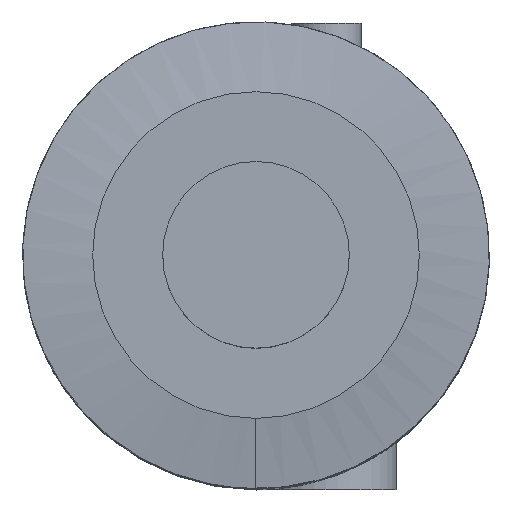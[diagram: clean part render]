
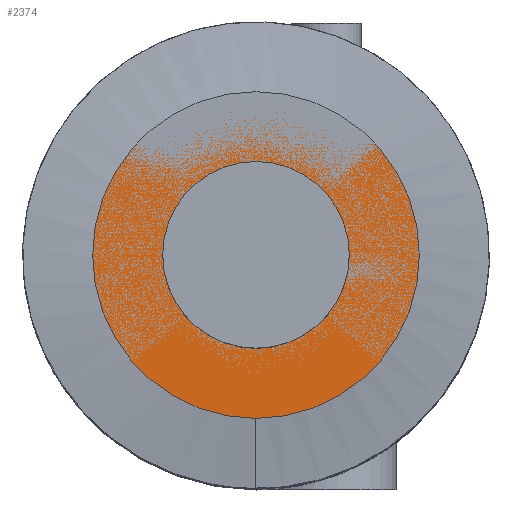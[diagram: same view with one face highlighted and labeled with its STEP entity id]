
A CAD part, top view. The second image highlights one B-rep face of the part: STEP entity #2374.
In plain terms, the highlighted face is planar.
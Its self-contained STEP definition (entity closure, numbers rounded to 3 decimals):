
#2294 = CYLINDRICAL_SURFACE('',#2295,7.);
#2295 = AXIS2_PLACEMENT_3D('',#2296,#2297,#2298);
#2296 = CARTESIAN_POINT('',(0.,10.,0.));
#2297 = DIRECTION('',(0.,1.,0.));
#2298 = DIRECTION('',(1.,0.,0.));
#2325 = VERTEX_POINT('',#2326);
#2326 = CARTESIAN_POINT('',(7.,40.,0.));
#2347 = EDGE_CURVE('',#2325,#2325,#2348,.T.);
#2348 = SURFACE_CURVE('',#2349,(#2354,#2361),.PCURVE_S1.);
#2349 = CIRCLE('',#2350,7.);
#2350 = AXIS2_PLACEMENT_3D('',#2351,#2352,#2353);
#2351 = CARTESIAN_POINT('',(0.,40.,0.));
#2352 = DIRECTION('',(0.,-1.,0.));
#2353 = DIRECTION('',(1.,0.,0.));
#2354 = PCURVE('',#2294,#2355);
#2355 = DEFINITIONAL_REPRESENTATION('',(#2356),#2360);
#2356 = LINE('',#2357,#2358);
#2357 = CARTESIAN_POINT('',(-0.,30.));
#2358 = VECTOR('',#2359,1.);
#2359 = DIRECTION('',(-1.,0.));
#2360 = ( GEOMETRIC_REPRESENTATION_CONTEXT(2) 
PARAMETRIC_REPRESENTATION_CONTEXT() REPRESENTATION_CONTEXT('2D SPACE',''
  ) );
#2361 = PCURVE('',#2362,#2367);
#2362 = PLANE('',#2363);
#2363 = AXIS2_PLACEMENT_3D('',#2364,#2365,#2366);
#2364 = CARTESIAN_POINT('',(0.,40.,0.));
#2365 = DIRECTION('',(0.,-1.,0.));
#2366 = DIRECTION('',(1.,0.,0.));
#2367 = DEFINITIONAL_REPRESENTATION('',(#2368),#2372);
#2368 = CIRCLE('',#2369,7.);
#2369 = AXIS2_PLACEMENT_2D('',#2370,#2371);
#2370 = CARTESIAN_POINT('',(0.,0.));
#2371 = DIRECTION('',(1.,0.));
#2372 = ( GEOMETRIC_REPRESENTATION_CONTEXT(2) 
PARAMETRIC_REPRESENTATION_CONTEXT() REPRESENTATION_CONTEXT('2D SPACE',''
  ) );
#2374 = ADVANCED_FACE('',(#2375,#2378),#2362,.F.);
#2375 = FACE_BOUND('',#2376,.F.);
#2376 = EDGE_LOOP('',(#2377));
#2377 = ORIENTED_EDGE('',*,*,#2347,.T.);
#2378 = FACE_BOUND('',#2379,.F.);
#2379 = EDGE_LOOP('',(#2380));
#2380 = ORIENTED_EDGE('',*,*,#2381,.F.);
#2381 = EDGE_CURVE('',#2382,#2382,#2384,.T.);
#2382 = VERTEX_POINT('',#2383);
#2383 = CARTESIAN_POINT('',(4.,40.,0.));
#2384 = SURFACE_CURVE('',#2385,(#2390,#2397),.PCURVE_S1.);
#2385 = CIRCLE('',#2386,4.);
#2386 = AXIS2_PLACEMENT_3D('',#2387,#2388,#2389);
#2387 = CARTESIAN_POINT('',(0.,40.,0.));
#2388 = DIRECTION('',(0.,-1.,0.));
#2389 = DIRECTION('',(1.,0.,0.));
#2390 = PCURVE('',#2362,#2391);
#2391 = DEFINITIONAL_REPRESENTATION('',(#2392),#2396);
#2392 = CIRCLE('',#2393,4.);
#2393 = AXIS2_PLACEMENT_2D('',#2394,#2395);
#2394 = CARTESIAN_POINT('',(0.,0.));
#2395 = DIRECTION('',(1.,0.));
#2396 = ( GEOMETRIC_REPRESENTATION_CONTEXT(2) 
PARAMETRIC_REPRESENTATION_CONTEXT() REPRESENTATION_CONTEXT('2D SPACE',''
  ) );
#2397 = PCURVE('',#2398,#2403);
#2398 = CYLINDRICAL_SURFACE('',#2399,4.);
#2399 = AXIS2_PLACEMENT_3D('',#2400,#2401,#2402);
#2400 = CARTESIAN_POINT('',(0.,40.,0.));
#2401 = DIRECTION('',(0.,1.,0.));
#2402 = DIRECTION('',(1.,0.,0.));
#2403 = DEFINITIONAL_REPRESENTATION('',(#2404),#2408);
#2404 = LINE('',#2405,#2406);
#2405 = CARTESIAN_POINT('',(-0.,0.));
#2406 = VECTOR('',#2407,1.);
#2407 = DIRECTION('',(-1.,0.));
#2408 = ( GEOMETRIC_REPRESENTATION_CONTEXT(2) 
PARAMETRIC_REPRESENTATION_CONTEXT() REPRESENTATION_CONTEXT('2D SPACE',''
  ) );
